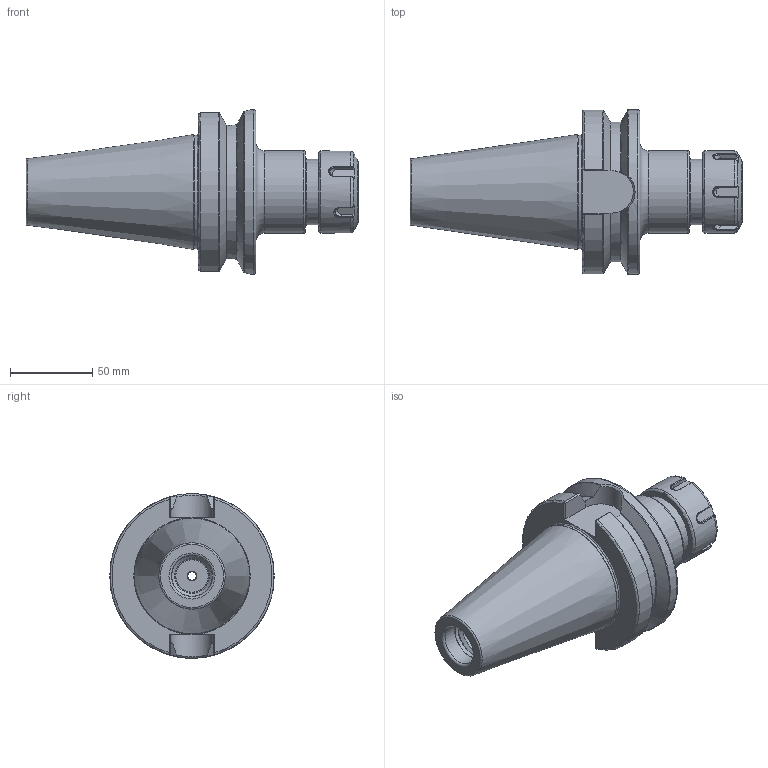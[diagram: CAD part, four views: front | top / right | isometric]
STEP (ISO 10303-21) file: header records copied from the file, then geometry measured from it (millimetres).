
FILE_DESCRIPTION(/* description */ (''),/* implementation_level */ '2;1');
FILE_NAME(/* name */ 'BT50-ER32-100.stp',/* time_stamp */ '2023-04-22T14:25:06+08:00',/* author */ ('Administrator'),/* organization */ (''),/* preprocessor_version */ 'ST-DEVELOPER v18.1',/* originating_system */ 'Autodesk Inventor 2022',/* authorisation */ '');
FILE_SCHEMA (('AUTOMOTIVE_DESIGN { 1 0 10303 214 3 1 1 }'));
Length unit declared in the file: millimetre
Products named in the file (4): BT50-ER32-100; BT50-ER32-100_1; 金杰   ER32UM   单偏心压帽; M22x1.5x12(通孔5)
Assembly tree (3 placements, depth 2):
  BT50-ER32-100
    BT50-ER32-100_1
    金杰   ER32UM   单偏心压帽
    M22x1.5x12(通孔5)
Bounding box: 201.8 x 100 x 100 mm (x, y, z)
Volume: 525423.6 mm3; surface area: 74026.5 mm2
Topology: 3 solids, 3 shells, 221 faces, 582 edges, 373 vertices
Faces by surface type: bspline 70, plane 69, cylinder 31, torus 27, cone 24
Full cylindrical faces by diameter (mm): 5 x1, 20 x1, 20.5 x1, 21 x1, 22 x1, 23.5 x1, 25 x1, 25.6 x1, 27 x1, 32.7 x1, 38.376 x1, 40 x1, 41 x1, 50 x2, 69.25 x1, 100 x1
Entity records: 9078 total; most frequent: CARTESIAN_POINT 4018, ORIENTED_EDGE 1164, DIRECTION 828, EDGE_CURVE 582, VERTEX_POINT 373, AXIS2_PLACEMENT_3D 309, EDGE_LOOP 233, FACE_OUTER_BOUND 221
